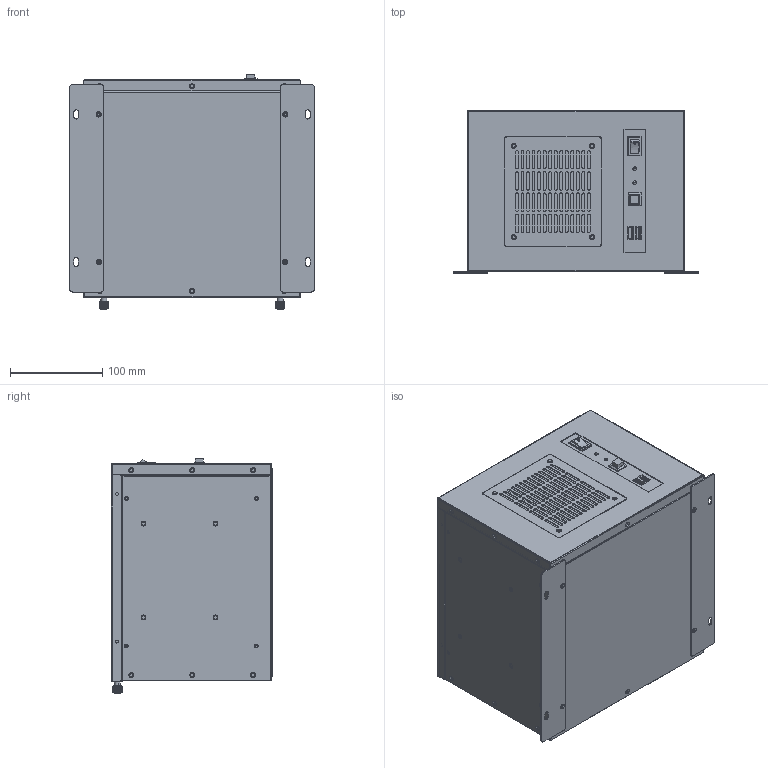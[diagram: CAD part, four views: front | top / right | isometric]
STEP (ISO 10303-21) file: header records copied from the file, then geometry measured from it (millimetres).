
FILE_DESCRIPTION (( 'STEP AP203' ), '1' );
FILE_NAME ('IPC-2100-MOD.STEP', '2022-10-10T07:09:52', ( '' ), ( '' ), 'SwSTEP 2.0', 'SolidWorks 2020', '' );
FILE_SCHEMA (( 'CONFIG_CONTROL_DESIGN' ));
Length unit declared in the file: millimetre
Products named in the file (17): ____^IPC-2100(2)_IPC-2100; __USB__^IPC-2100(2)_IPC-2100; ______^IPC-2100(2)_IPC-2100; ____-20211230^IPC-2100(2)_IPC-2100; IPC-2100-MOD; IPC-2100(2)^IPC-2100; led-__^IPC-2100(2)_IPC-2100; led-r__A_O^led-___IPC-2100(2)_IPC-2100; led-g__A_O^led-g_IPC-2100(2)_IPC-2100; spring_screw_m3__A_O^IPC-2100(2)_IPC-2100; ATX______A_O^IPC-2100(2)_IPC-2100; ____-2^IPC-2100(2)_IPC-2100; led_fix__A_O^led-g_IPC-2100(2)_IPC-2100; reset_switch ______A_O^IPC-2100(2)_IPC-2100; led-g^IPC-2100(2)_IPC-2100; ______-3^IPC-2100(2)_IPC-2100; led_fix__A_O^led-___IPC-2100(2)_IPC-2100
Assembly tree (18 placements, depth 4):
  IPC-2100-MOD
    IPC-2100(2)^IPC-2100
      led-g^IPC-2100(2)_IPC-2100
        led-g__A_O^led-g_IPC-2100(2)_IPC-2100
        led_fix__A_O^led-g_IPC-2100(2)_IPC-2100
      led-__^IPC-2100(2)_IPC-2100
        led-r__A_O^led-___IPC-2100(2)_IPC-2100
        led_fix__A_O^led-___IPC-2100(2)_IPC-2100
      ____^IPC-2100(2)_IPC-2100
      ______^IPC-2100(2)_IPC-2100
      ____-2^IPC-2100(2)_IPC-2100
      spring_screw_m3__A_O^IPC-2100(2)_IPC-2100  x2
      ATX______A_O^IPC-2100(2)_IPC-2100
      reset_switch ______A_O^IPC-2100(2)_IPC-2100
      __USB__^IPC-2100(2)_IPC-2100
      ______-3^IPC-2100(2)_IPC-2100  x2
      ____-20211230^IPC-2100(2)_IPC-2100
Bounding box: 265 x 175.5 x 254.19 mm (x, y, z)
Volume: 9313126.4 mm3; surface area: 833978.1 mm2
Topology: 16 solids, 16 shells, 2255 faces, 5651 edges, 3656 vertices
Faces by surface type: plane 1273, cylinder 854, cone 88, sphere 20, torus 10, bspline 10
Entity records: 61543 total; most frequent: CARTESIAN_POINT 11787, DIRECTION 10159, ORIENTED_EDGE 9716, EDGE_CURVE 4858, AXIS2_PLACEMENT_3D 3645, VERTEX_POINT 3138, LINE 2869, VECTOR 2869
